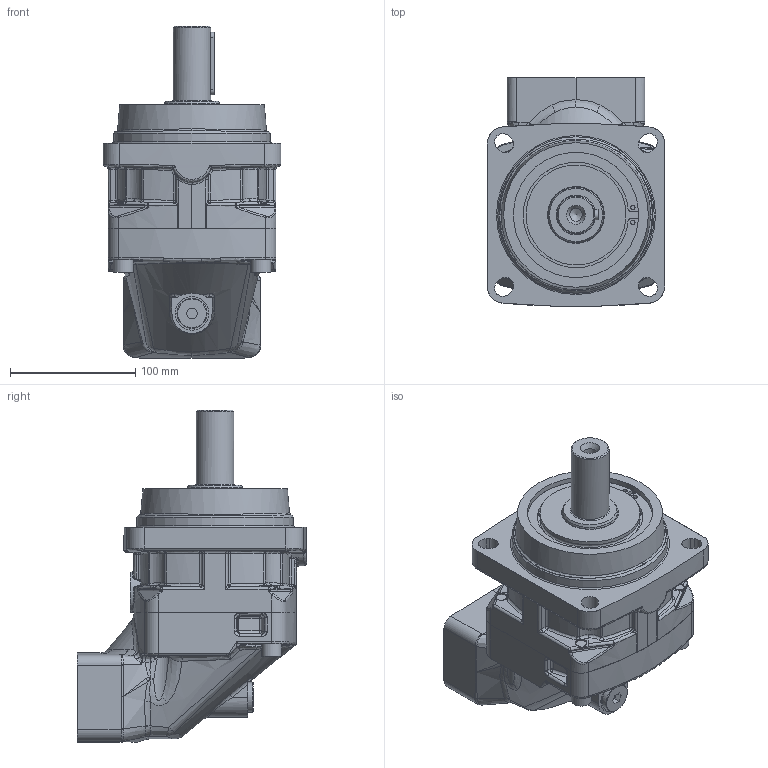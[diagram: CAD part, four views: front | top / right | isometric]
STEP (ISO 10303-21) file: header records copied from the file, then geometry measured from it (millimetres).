
FILE_DESCRIPTION(/* description */ (''),/* implementation_level */ '2;1');
FILE_NAME(/* name */ 'lohnggx5..stp',/* time_stamp */ '2020-02-14T09:45:28+00:00',/* author */ ('InventorETOServices'),/* organization */ (''),/* preprocessor_version */ 'ST-DEVELOPER v18',/* originating_system */ 'Autodesk Inventor 2020',/* authorisation */ '');
FILE_SCHEMA (('AUTOMOTIVE_DESIGN { 1 0 10303 214 3 1 1 }'));
Products named in the file (5): Intent; F11_F12.3203B7AA56475D4AD4CE83280FFAC235; 040_bearinghsg_I_p.B87ACE904DBEAB2E167C7BDD75DC1C16; 040_barrelhsg_F_I.44B907B5C40E965416415A6391DC71A6; 040_shaft_K.09753163303F9C8E11AEA702D84395A0
Assembly tree (4 placements, depth 3):
  Intent
    F11_F12.3203B7AA56475D4AD4CE83280FFAC235
      040_bearinghsg_I_p.B87ACE904DBEAB2E167C7BDD75DC1C16
      040_barrelhsg_F_I.44B907B5C40E965416415A6391DC71A6
      040_shaft_K.09753163303F9C8E11AEA702D84395A0
Bounding box: 142 x 183 x 265.2 mm (x, y, z)
Volume: 1701855.9 mm3; surface area: 303936.6 mm2
Topology: 3 solids, 6 shells, 1382 faces, 3387 edges, 2063 vertices
Faces by surface type: bspline 513, cylinder 385, plane 285, torus 77, cone 70, sphere 52
Full cylindrical faces by diameter (mm): 3 x2, 3.5 x2, 5 x1, 6 x1, 7.97 x4, 8 x1, 8.53 x4, 9 x4, 10 x4, 10.106 x1, 11 x6, 13 x1, 16 x5, 16.5 x2, 17 x1, 18 x2, 19 x5, 20.5 x1, 23 x1, 24 x2, 27 x1, 30 x1, 32 x1, 42.5 x1, 45 x2, 45.06 x1, 45.5 x1, 49.9 x1, 50 x1, 50.1 x1
Entity records: 90577 total; most frequent: CARTESIAN_POINT 60882, ORIENTED_EDGE 6742, DIRECTION 5548, EDGE_CURVE 3371, AXIS2_PLACEMENT_3D 2326, VERTEX_POINT 2063, EDGE_LOOP 1470, FACE_OUTER_BOUND 1382
